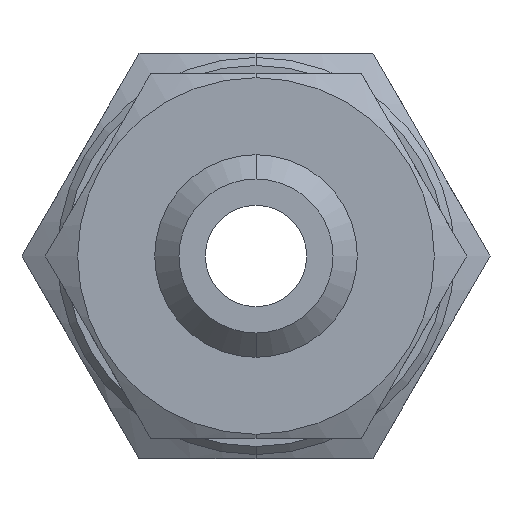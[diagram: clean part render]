
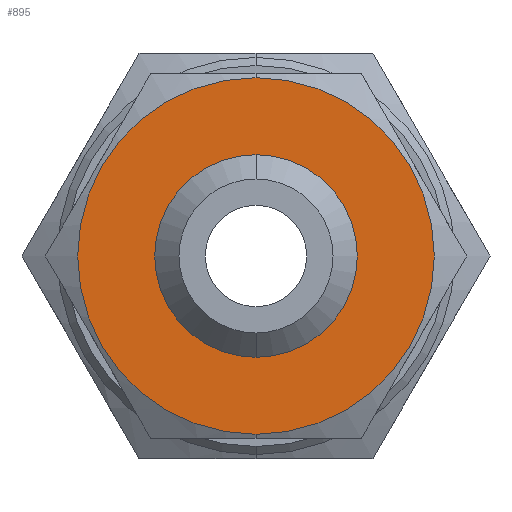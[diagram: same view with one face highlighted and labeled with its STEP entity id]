
A CAD part, front view. The second image highlights one B-rep face of the part: STEP entity #895.
In plain terms, the highlighted planar face has unit normal (0, -1, 0).
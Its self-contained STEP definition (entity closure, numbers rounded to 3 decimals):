
#7 = EDGE_LOOP ( 'NONE', ( #40, #41 ) ) ;
#8 = EDGE_LOOP ( 'NONE', ( #43, #42 ) ) ;
#40 = ORIENTED_EDGE ( 'NONE', *, *, #1501, .T. ) ;
#41 = ORIENTED_EDGE ( 'NONE', *, *, #1543, .T. ) ;
#42 = ORIENTED_EDGE ( 'NONE', *, *, #1542, .F. ) ;
#43 = ORIENTED_EDGE ( 'NONE', *, *, #1504, .F. ) ;
#207 = AXIS2_PLACEMENT_3D ( 'NONE', #1050, #1048, #1047 ) ;
#209 = AXIS2_PLACEMENT_3D ( 'NONE', #1053, #1052, #1051 ) ;
#214 = CIRCLE ( 'NONE', #207, 4.4 ) ;
#221 = CIRCLE ( 'NONE', #209, 2.5 ) ;
#265 = AXIS2_PLACEMENT_3D ( 'NONE', #432, #577, #539 ) ;
#267 = CIRCLE ( 'NONE', #265, 2.5 ) ;
#270 = AXIS2_PLACEMENT_3D ( 'NONE', #568, #612, #557 ) ;
#272 = CIRCLE ( 'NONE', #270, 4.4 ) ;
#276 = AXIS2_PLACEMENT_3D ( 'NONE', #636, #635, #634 ) ;
#396 = CARTESIAN_POINT ( 'NONE',  ( 0., 5., -4.4 ) ) ;
#420 = CARTESIAN_POINT ( 'NONE',  ( 0., 5., 4.4 ) ) ;
#432 = CARTESIAN_POINT ( 'NONE',  ( 0., 5., 0. ) ) ;
#488 = CARTESIAN_POINT ( 'NONE',  ( 0., 5., -2.5 ) ) ;
#502 = CARTESIAN_POINT ( 'NONE',  ( 0., 5., 2.5 ) ) ;
#539 = DIRECTION ( 'NONE',  ( 0., 0., -1. ) ) ;
#557 = DIRECTION ( 'NONE',  ( 0., 0., -1. ) ) ;
#568 = CARTESIAN_POINT ( 'NONE',  ( 0., 5., 0. ) ) ;
#577 = DIRECTION ( 'NONE',  ( 0., -1., 0. ) ) ;
#612 = DIRECTION ( 'NONE',  ( 0., -1., 0. ) ) ;
#634 = DIRECTION ( 'NONE',  ( 0., 0., -1. ) ) ;
#635 = DIRECTION ( 'NONE',  ( 0., -1., 0. ) ) ;
#636 = CARTESIAN_POINT ( 'NONE',  ( 4.4, 5., 0. ) ) ;
#637 = PLANE ( 'NONE',  #276 ) ;
#895 = ADVANCED_FACE ( 'NONE', ( #1370, #1371 ), #637, .T. ) ;
#1047 = DIRECTION ( 'NONE',  ( 0., 0., -1. ) ) ;
#1048 = DIRECTION ( 'NONE',  ( 0., -1., 0. ) ) ;
#1050 = CARTESIAN_POINT ( 'NONE',  ( 0., 5., 0. ) ) ;
#1051 = DIRECTION ( 'NONE',  ( 0., 0., -1. ) ) ;
#1052 = DIRECTION ( 'NONE',  ( 0., -1., 0. ) ) ;
#1053 = CARTESIAN_POINT ( 'NONE',  ( 0., 5., 0. ) ) ;
#1240 = VERTEX_POINT ( 'NONE', #396 ) ;
#1242 = VERTEX_POINT ( 'NONE', #420 ) ;
#1261 = VERTEX_POINT ( 'NONE', #488 ) ;
#1290 = VERTEX_POINT ( 'NONE', #502 ) ;
#1370 = FACE_OUTER_BOUND ( 'NONE', #7, .T. ) ;
#1371 = FACE_BOUND ( 'NONE', #8, .T. ) ;
#1501 = EDGE_CURVE ( 'NONE', #1240, #1242, #272, .T. ) ;
#1504 = EDGE_CURVE ( 'NONE', #1261, #1290, #267, .T. ) ;
#1542 = EDGE_CURVE ( 'NONE', #1290, #1261, #221, .T. ) ;
#1543 = EDGE_CURVE ( 'NONE', #1242, #1240, #214, .T. ) ;
